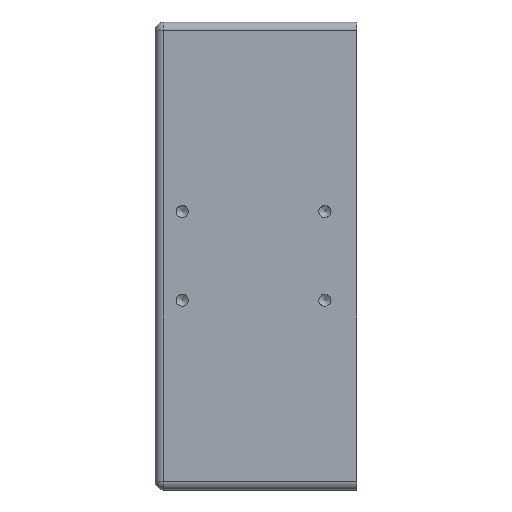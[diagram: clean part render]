
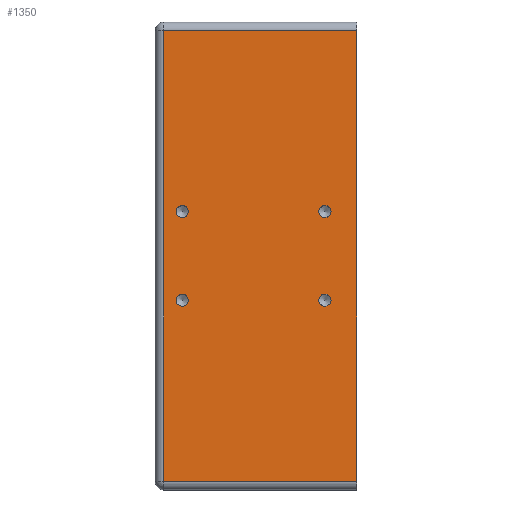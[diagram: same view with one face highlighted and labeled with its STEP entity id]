
A CAD part, top view. The second image highlights one B-rep face of the part: STEP entity #1350.
In plain terms, the highlighted planar face has unit normal (0, 0, 1).
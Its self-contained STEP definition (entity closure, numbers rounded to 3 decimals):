
#95=CARTESIAN_POINT('',(-37.5,91.5,19.5));
#96=VERTEX_POINT('',#95);
#165=CARTESIAN_POINT('',(-37.5,-91.5,19.5));
#166=VERTEX_POINT('',#165);
#191=CARTESIAN_POINT('',(41.,-91.5,19.5));
#192=VERTEX_POINT('',#191);
#200=CARTESIAN_POINT('',(41.,-91.5,19.5));
#201=DIRECTION('',(-1.0,0.0,0.0));
#202=VECTOR('',#201,78.5);
#203=LINE('',#200,#202);
#204=EDGE_CURVE('',#192,#166,#203,.T.);
#251=CARTESIAN_POINT('',(-37.5,-91.5,19.5));
#252=DIRECTION('',(0.0,1.0,0.0));
#253=VECTOR('',#252,183.);
#254=LINE('',#251,#253);
#255=EDGE_CURVE('',#166,#96,#254,.T.);
#341=CARTESIAN_POINT('',(41.0,91.5,19.5));
#342=VERTEX_POINT('',#341);
#359=CARTESIAN_POINT('',(-37.5,91.5,19.5));
#360=DIRECTION('',(1.0,0.0,0.0));
#361=VECTOR('',#360,78.5);
#362=LINE('',#359,#361);
#363=EDGE_CURVE('',#96,#342,#362,.T.);
#577=CARTESIAN_POINT('',(30.459,18.,19.5));
#578=VERTEX_POINT('',#577);
#579=CARTESIAN_POINT('',(28.,18.,19.5));
#580=DIRECTION('',(0.0,0.0,-1.0));
#581=DIRECTION('',(1.0,0.0,0.0));
#582=AXIS2_PLACEMENT_3D('',#579,#580,#581);
#583=CIRCLE('',#582,2.459);
#584=EDGE_CURVE('',#578,#578,#583,.T.);
#656=CARTESIAN_POINT('',(-27.541,-18.0,19.5));
#657=VERTEX_POINT('',#656);
#658=CARTESIAN_POINT('',(-30.0,-18.0,19.5));
#659=DIRECTION('',(0.0,0.0,-1.0));
#660=DIRECTION('',(1.0,0.0,0.0));
#661=AXIS2_PLACEMENT_3D('',#658,#659,#660);
#662=CIRCLE('',#661,2.459);
#663=EDGE_CURVE('',#657,#657,#662,.T.);
#735=CARTESIAN_POINT('',(-27.541,18.,19.5));
#736=VERTEX_POINT('',#735);
#737=CARTESIAN_POINT('',(-30.0,18.,19.5));
#738=DIRECTION('',(0.0,0.0,-1.0));
#739=DIRECTION('',(1.0,0.0,0.0));
#740=AXIS2_PLACEMENT_3D('',#737,#738,#739);
#741=CIRCLE('',#740,2.459);
#742=EDGE_CURVE('',#736,#736,#741,.T.);
#814=CARTESIAN_POINT('',(30.459,-18.0,19.5));
#815=VERTEX_POINT('',#814);
#816=CARTESIAN_POINT('',(28.,-18.0,19.5));
#817=DIRECTION('',(0.0,0.0,-1.0));
#818=DIRECTION('',(1.0,0.0,0.0));
#819=AXIS2_PLACEMENT_3D('',#816,#817,#818);
#820=CIRCLE('',#819,2.459);
#821=EDGE_CURVE('',#815,#815,#820,.T.);
#1303=CARTESIAN_POINT('',(41.0,91.5,19.5));
#1304=DIRECTION('',(0.0,-1.0,0.0));
#1305=VECTOR('',#1304,183.);
#1306=LINE('',#1303,#1305);
#1307=EDGE_CURVE('',#342,#192,#1306,.T.);
#1327=CARTESIAN_POINT('',(0.,0.,19.5));
#1328=DIRECTION('',(0.0,0.0,1.0));
#1329=DIRECTION('',(1.0,0.0,0.0));
#1330=AXIS2_PLACEMENT_3D('',#1327,#1328,#1329);
#1331=PLANE('',#1330);
#1332=ORIENTED_EDGE('',*,*,#204,.F.);
#1333=ORIENTED_EDGE('',*,*,#1307,.F.);
#1334=ORIENTED_EDGE('',*,*,#363,.F.);
#1335=ORIENTED_EDGE('',*,*,#255,.F.);
#1336=EDGE_LOOP('',(#1332,#1333,#1334,#1335));
#1337=FACE_OUTER_BOUND('',#1336,.T.);
#1338=ORIENTED_EDGE('',*,*,#584,.T.);
#1339=EDGE_LOOP('',(#1338));
#1340=FACE_BOUND('',#1339,.T.);
#1341=ORIENTED_EDGE('',*,*,#663,.T.);
#1342=EDGE_LOOP('',(#1341));
#1343=FACE_BOUND('',#1342,.T.);
#1344=ORIENTED_EDGE('',*,*,#742,.T.);
#1345=EDGE_LOOP('',(#1344));
#1346=FACE_BOUND('',#1345,.T.);
#1347=ORIENTED_EDGE('',*,*,#821,.T.);
#1348=EDGE_LOOP('',(#1347));
#1349=FACE_BOUND('',#1348,.T.);
#1350=ADVANCED_FACE('',(#1337,#1340,#1343,#1346,#1349),#1331,.T.);
